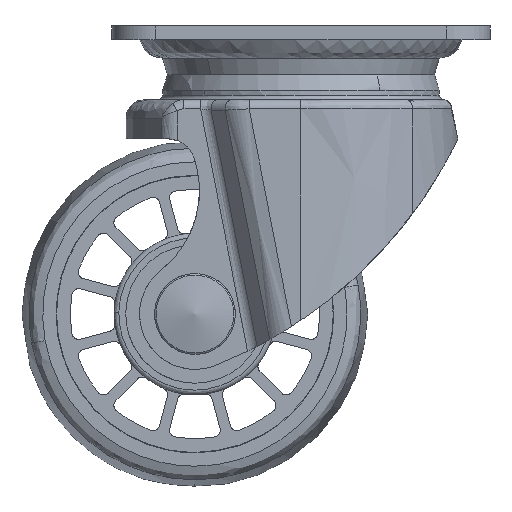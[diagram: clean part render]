
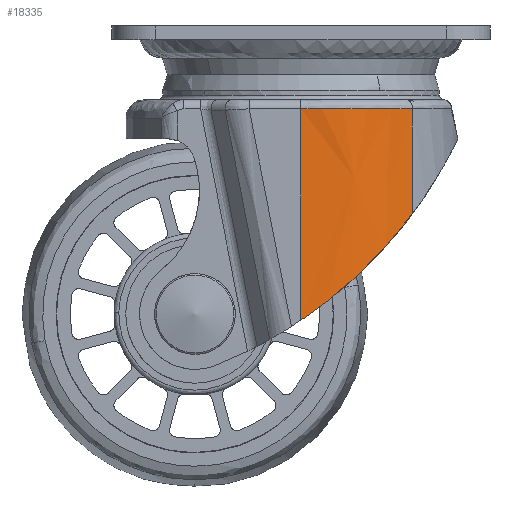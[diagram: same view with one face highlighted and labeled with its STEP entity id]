
A CAD part, front view. The second image highlights one B-rep face of the part: STEP entity #18335.
In plain terms, the highlighted free-form (B-spline) face has degree [1, 2] with [2, 3] control points.
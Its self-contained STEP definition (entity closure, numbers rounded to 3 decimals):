
#18208=CARTESIAN_POINT('',(47.191,-23.191,21.747));
#18209=VERTEX_POINT('',#18208);
#18252=CARTESIAN_POINT('',(47.191,-23.191,44.5));
#18253=VERTEX_POINT('',#18252);
#18263=CARTESIAN_POINT('',(47.191,-23.191,21.747));
#18264=CARTESIAN_POINT('',(47.191,-23.191,44.5));
#18265=QUASI_UNIFORM_CURVE('',1,(#18263,#18264),.UNSPECIFIED.,.F.,.U.);
#18266=EDGE_CURVE('',#18209,#18253,#18265,.T.);
#18271=CARTESIAN_POINT('',(47.835,-22.549,-2.487));
#18272=CARTESIAN_POINT('',(47.835,-22.549,45.675));
#18273=CARTESIAN_POINT('',(37.076,-33.553,-2.487));
#18274=CARTESIAN_POINT('',(37.076,-33.553,45.675));
#18275=CARTESIAN_POINT('',(21.697,-32.976,-2.487));
#18276=CARTESIAN_POINT('',(21.697,-32.976,45.675));
#18284=(BOUNDED_SURFACE()B_SPLINE_SURFACE(1,2,((#18271,#18273,#18275),(#18272,#18274,#18276)),.UNSPECIFIED.,.F.,.F.,.U.)B_SPLINE_SURFACE_WITH_KNOTS((2,2),(3,3),(0.0,48.161),(0.0,29.401),.UNSPECIFIED.)GEOMETRIC_REPRESENTATION_ITEM()RATIONAL_B_SPLINE_SURFACE(((1.0,0.912,0.996),(1.0,0.912,0.996)))REPRESENTATION_ITEM('')SURFACE());
#18285=ORIENTED_EDGE('',*,*,#18266,.T.);
#18286=CARTESIAN_POINT('',(23.,-33.0,44.5));
#18287=VERTEX_POINT('',#18286);
#18288=CARTESIAN_POINT('',(47.191,-23.191,44.5));
#18289=CARTESIAN_POINT('',(45.891,-24.453,44.5));
#18290=CARTESIAN_POINT('',(43.684,-26.282,44.5));
#18291=CARTESIAN_POINT('',(39.981,-28.649,44.5));
#18292=CARTESIAN_POINT('',(36.41,-30.408,44.5));
#18293=CARTESIAN_POINT('',(32.778,-31.656,44.5));
#18294=CARTESIAN_POINT('',(28.366,-32.697,44.5));
#18295=CARTESIAN_POINT('',(25.23,-33.,44.5));
#18296=CARTESIAN_POINT('',(23.,-33.0,44.5));
#18297=B_SPLINE_CURVE_WITH_KNOTS('',3,(#18288,#18289,#18290,#18291,#18292,#18293,#18294,#18295,#18296),.UNSPECIFIED.,.F.,.U.,(4,1,1,1,1,1,4),(0.,5.436,8.572,13.171,17.353,20.071,26.761),.UNSPECIFIED.);
#18298=EDGE_CURVE('',#18253,#18287,#18297,.T.);
#18299=ORIENTED_EDGE('',*,*,#18298,.T.);
#18300=CARTESIAN_POINT('',(23.0,-33.0,-1.341));
#18301=VERTEX_POINT('',#18300);
#18302=CARTESIAN_POINT('',(23.0,-33.0,-1.341));
#18303=CARTESIAN_POINT('',(23.,-33.0,44.5));
#18304=QUASI_UNIFORM_CURVE('',1,(#18302,#18303),.UNSPECIFIED.,.F.,.U.);
#18305=EDGE_CURVE('',#18301,#18287,#18304,.T.);
#18306=ORIENTED_EDGE('',*,*,#18305,.F.);
#18307=CARTESIAN_POINT('',(47.191,-23.191,21.747));
#18308=CARTESIAN_POINT('',(46.424,-23.935,20.715));
#18309=CARTESIAN_POINT('',(45.629,-24.638,19.687));
#18310=CARTESIAN_POINT('',(43.981,-25.967,17.642));
#18311=CARTESIAN_POINT('',(43.128,-26.593,16.625));
#18312=CARTESIAN_POINT('',(41.36,-27.77,14.605));
#18313=CARTESIAN_POINT('',(40.447,-28.32,13.601));
#18314=CARTESIAN_POINT('',(38.555,-29.341,11.61));
#18315=CARTESIAN_POINT('',(37.577,-29.812,10.622));
#18316=CARTESIAN_POINT('',(36.058,-30.456,9.153));
#18317=CARTESIAN_POINT('',(35.544,-30.661,8.665));
#18318=CARTESIAN_POINT('',(34.758,-30.951,7.937));
#18319=CARTESIAN_POINT('',(34.362,-31.091,7.574));
#18320=CARTESIAN_POINT('',(33.96,-31.226,7.212));
#18321=CARTESIAN_POINT('',(33.691,-31.314,6.971));
#18322=CARTESIAN_POINT('',(33.556,-31.357,6.85));
#18323=CARTESIAN_POINT('',(32.338,-31.74,5.77));
#18324=CARTESIAN_POINT('',(31.231,-32.03,4.83));
#18325=CARTESIAN_POINT('',(28.967,-32.503,2.993));
#18326=CARTESIAN_POINT('',(27.81,-32.686,2.096));
#18327=CARTESIAN_POINT('',(25.445,-32.934,0.345));
#18328=CARTESIAN_POINT('',(24.236,-33.,-0.509));
#18329=CARTESIAN_POINT('',(23.,-33.0,-1.341));
#18330=B_SPLINE_CURVE_WITH_KNOTS('',3,(#18307,#18308,#18309,#18310,#18311,#18312,#18313,#18314,#18315,#18316,#18317,#18318,#18319,#18320,#18321,#18322,#18323,#18324,#18325,#18326,#18327,#18328,#18329),.UNSPECIFIED.,.F.,.U.,(4,2,2,2,2,2,1,2,2,2,2,4),(0.0,0.125,0.25,0.375,0.5,0.563,0.594,0.609,0.625,0.75,0.875,1.0),.UNSPECIFIED.);
#18331=EDGE_CURVE('',#18209,#18301,#18330,.T.);
#18332=ORIENTED_EDGE('',*,*,#18331,.F.);
#18333=EDGE_LOOP('',(#18285,#18299,#18306,#18332));
#18334=FACE_OUTER_BOUND('',#18333,.T.);
#18335=ADVANCED_FACE('',(#18334),#18284,.T.);
